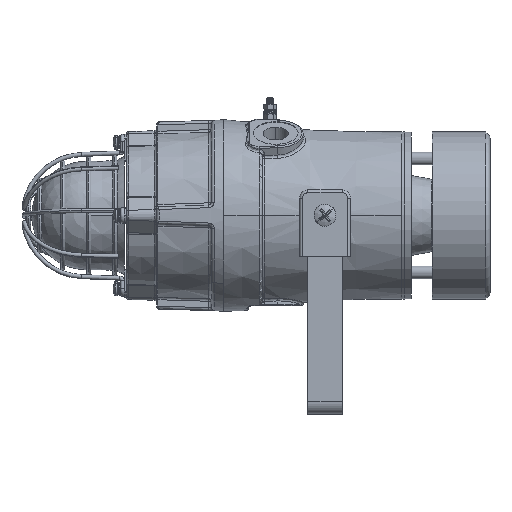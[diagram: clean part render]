
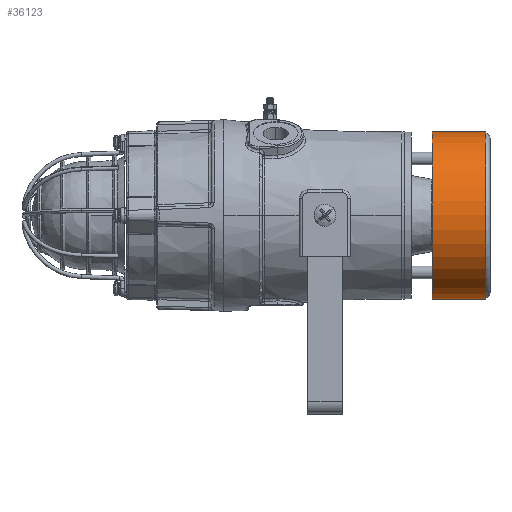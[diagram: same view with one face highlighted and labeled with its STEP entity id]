
A CAD part, top view. The second image highlights one B-rep face of the part: STEP entity #36123.
In plain terms, the highlighted cylindrical face has radius 61 mm (diameter 122 mm), a partial arc.
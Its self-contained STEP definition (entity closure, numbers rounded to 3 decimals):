
#2265 = VECTOR ( 'NONE', #31115, 1000. ) ;
#3346 = FACE_OUTER_BOUND ( 'NONE', #53530, .T. ) ;
#4267 = LINE ( 'NONE', #13224, #61607 ) ;
#5610 = DIRECTION ( 'NONE',  ( -1., 0., 0. ) ) ;
#7598 = CIRCLE ( 'NONE', #57141, 61. ) ;
#11558 = DIRECTION ( 'NONE',  ( -1., 0., 0. ) ) ;
#12396 = ORIENTED_EDGE ( 'NONE', *, *, #53591, .F. ) ;
#13224 = CARTESIAN_POINT ( 'NONE',  ( 363.964, -61., 0. ) ) ;
#14887 = CARTESIAN_POINT ( 'NONE',  ( 152.3, 0., 0. ) ) ;
#20613 = DIRECTION ( 'NONE',  ( 0., -1., 0. ) ) ;
#22947 = CARTESIAN_POINT ( 'NONE',  ( 363.964, 0., 0. ) ) ;
#23226 = ORIENTED_EDGE ( 'NONE', *, *, #52873, .T. ) ;
#23607 = ORIENTED_EDGE ( 'NONE', *, *, #64104, .T. ) ;
#24108 = EDGE_CURVE ( 'NONE', #61748, #43946, #46259, .T. ) ;
#25596 = CARTESIAN_POINT ( 'NONE',  ( 363.964, 61., 0. ) ) ;
#28444 = AXIS2_PLACEMENT_3D ( 'NONE', #22947, #5610, #51507 ) ;
#30514 = DIRECTION ( 'NONE',  ( -1., 0., 0. ) ) ;
#30833 = VERTEX_POINT ( 'NONE', #41997 ) ;
#31115 = DIRECTION ( 'NONE',  ( -1., 0., 0. ) ) ;
#32072 = CYLINDRICAL_SURFACE ( 'NONE', #28444, 61. ) ;
#32456 = VERTEX_POINT ( 'NONE', #72324 ) ;
#33766 = ORIENTED_EDGE ( 'NONE', *, *, #24108, .T. ) ;
#36123 = ADVANCED_FACE ( 'NONE', ( #3346 ), #32072, .T. ) ;
#41997 = CARTESIAN_POINT ( 'NONE',  ( 191.43, -61., 0. ) ) ;
#43946 = VERTEX_POINT ( 'NONE', #67542 ) ;
#45909 = CARTESIAN_POINT ( 'NONE',  ( 191.43, 0., 0. ) ) ;
#46259 = LINE ( 'NONE', #25596, #2265 ) ;
#50323 = CARTESIAN_POINT ( 'NONE',  ( 191.43, 61., 0. ) ) ;
#51507 = DIRECTION ( 'NONE',  ( 0., 1., 0. ) ) ;
#51676 = DIRECTION ( 'NONE',  ( 0., 1., 0. ) ) ;
#52873 = EDGE_CURVE ( 'NONE', #30833, #61748, #58239, .T. ) ;
#53530 = EDGE_LOOP ( 'NONE', ( #12396, #23226, #33766, #23607 ) ) ;
#53591 = EDGE_CURVE ( 'NONE', #30833, #32456, #4267, .T. ) ;
#54923 = DIRECTION ( 'NONE',  ( 1., 0., 0. ) ) ;
#57141 = AXIS2_PLACEMENT_3D ( 'NONE', #14887, #54923, #20613 ) ;
#58239 = CIRCLE ( 'NONE', #66942, 61. ) ;
#61607 = VECTOR ( 'NONE', #30514, 1000. ) ;
#61748 = VERTEX_POINT ( 'NONE', #50323 ) ;
#64104 = EDGE_CURVE ( 'NONE', #43946, #32456, #7598, .T. ) ;
#66942 = AXIS2_PLACEMENT_3D ( 'NONE', #45909, #11558, #51676 ) ;
#67542 = CARTESIAN_POINT ( 'NONE',  ( 152.3, 61., 0. ) ) ;
#72324 = CARTESIAN_POINT ( 'NONE',  ( 152.3, -61., 0. ) ) ;
